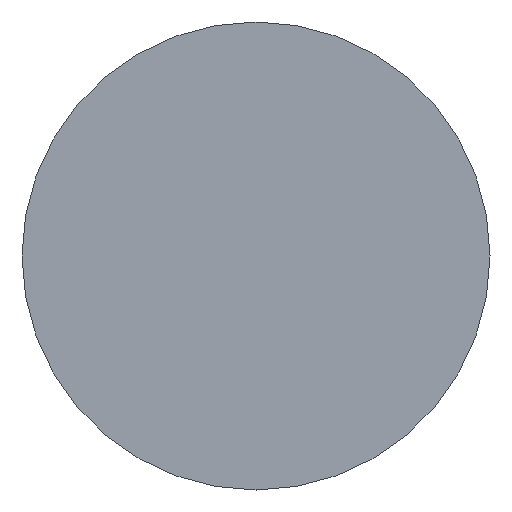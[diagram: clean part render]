
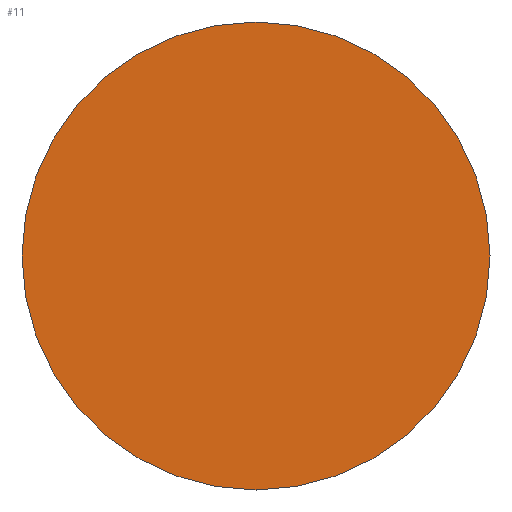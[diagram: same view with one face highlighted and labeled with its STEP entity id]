
A CAD part, front view. The second image highlights one B-rep face of the part: STEP entity #11.
In plain terms, the highlighted planar face has unit normal (0, -1, 0).
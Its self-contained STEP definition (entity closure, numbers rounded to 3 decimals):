
#4 = CARTESIAN_POINT ( 'NONE',  ( 3.174, -2.031, 0. ) ) ;
#11 = ADVANCED_FACE ( 'NONE', ( #70 ), #125, .F. ) ;
#19 = VERTEX_POINT ( 'NONE', #37 ) ;
#21 = DIRECTION ( 'NONE',  ( -1., 0., 0. ) ) ;
#24 = CIRCLE ( 'NONE', #118, 4.883 ) ;
#33 = DIRECTION ( 'NONE',  ( 0., 1., 0. ) ) ;
#37 = CARTESIAN_POINT ( 'NONE',  ( 8.058, -2.031, 0. ) ) ;
#41 = CIRCLE ( 'NONE', #81, 4.883 ) ;
#44 = EDGE_LOOP ( 'NONE', ( #165, #58 ) ) ;
#48 = DIRECTION ( 'NONE',  ( -1., 0., 0. ) ) ;
#58 = ORIENTED_EDGE ( 'NONE', *, *, #106, .F. ) ;
#63 = CARTESIAN_POINT ( 'NONE',  ( 3.174, -2.031, 0. ) ) ;
#70 = FACE_OUTER_BOUND ( 'NONE', #44, .T. ) ;
#76 = DIRECTION ( 'NONE',  ( 0., 1., 0. ) ) ;
#81 = AXIS2_PLACEMENT_3D ( 'NONE', #138, #76, #158 ) ;
#89 = DIRECTION ( 'NONE',  ( 0., 1., 0. ) ) ;
#106 = EDGE_CURVE ( 'NONE', #19, #149, #24, .T. ) ;
#118 = AXIS2_PLACEMENT_3D ( 'NONE', #63, #89, #48 ) ;
#125 = PLANE ( 'NONE',  #143 ) ;
#138 = CARTESIAN_POINT ( 'NONE',  ( 3.174, -2.031, 0. ) ) ;
#140 = CARTESIAN_POINT ( 'NONE',  ( -1.709, -2.031, 0. ) ) ;
#143 = AXIS2_PLACEMENT_3D ( 'NONE', #4, #33, #21 ) ;
#149 = VERTEX_POINT ( 'NONE', #140 ) ;
#153 = EDGE_CURVE ( 'NONE', #149, #19, #41, .T. ) ;
#158 = DIRECTION ( 'NONE',  ( -1., 0., 0. ) ) ;
#165 = ORIENTED_EDGE ( 'NONE', *, *, #153, .F. ) ;
